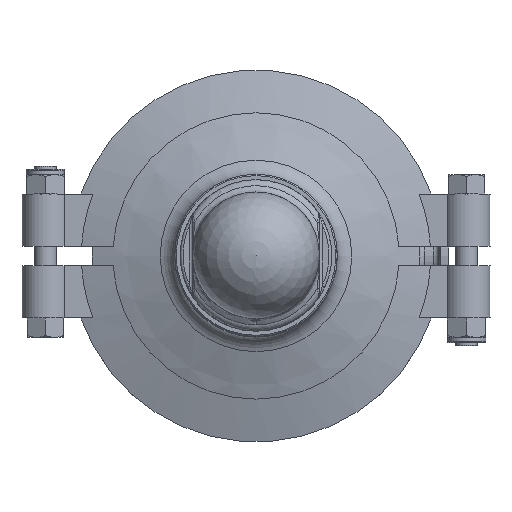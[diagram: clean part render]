
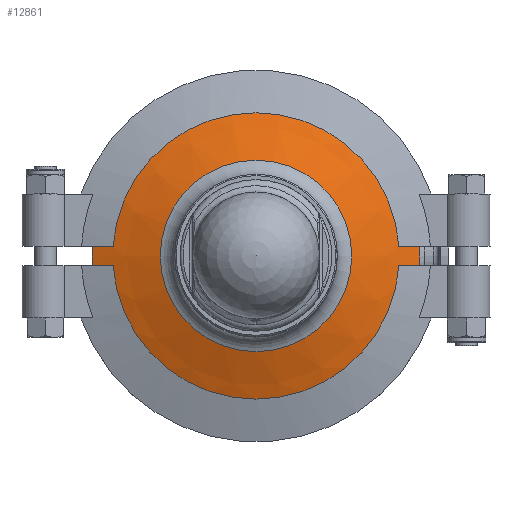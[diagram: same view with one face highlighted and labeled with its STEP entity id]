
A CAD part, top view. The second image highlights one B-rep face of the part: STEP entity #12861.
In plain terms, the highlighted conical face has half-angle 70 degrees and reference radius 29.75 mm.
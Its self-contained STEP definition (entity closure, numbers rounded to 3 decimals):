
#59=(
BOUNDED_CURVE()
B_SPLINE_CURVE(2,(#23930,#23931,#23932),.UNSPECIFIED.,.F.,.F.)
B_SPLINE_CURVE_WITH_KNOTS((3,3),(0.022,0.82),
 .UNSPECIFIED.)
CURVE()
GEOMETRIC_REPRESENTATION_ITEM()
RATIONAL_B_SPLINE_CURVE((1.,1.002,1.))
REPRESENTATION_ITEM('')
);
#67=(
BOUNDED_CURVE()
B_SPLINE_CURVE(2,(#24046,#24047,#24048),.UNSPECIFIED.,.F.,.F.)
B_SPLINE_CURVE_WITH_KNOTS((3,3),(0.,0.798),.UNSPECIFIED.)
CURVE()
GEOMETRIC_REPRESENTATION_ITEM()
RATIONAL_B_SPLINE_CURVE((1.,1.002,1.))
REPRESENTATION_ITEM('')
);
#68=(
BOUNDED_CURVE()
B_SPLINE_CURVE(2,(#24050,#24051,#24052),.UNSPECIFIED.,.F.,.F.)
B_SPLINE_CURVE_WITH_KNOTS((3,3),(0.,0.798),.UNSPECIFIED.)
CURVE()
GEOMETRIC_REPRESENTATION_ITEM()
RATIONAL_B_SPLINE_CURVE((1.,1.002,1.))
REPRESENTATION_ITEM('')
);
#69=(
BOUNDED_CURVE()
B_SPLINE_CURVE(2,(#24055,#24056,#24057),.UNSPECIFIED.,.F.,.F.)
B_SPLINE_CURVE_WITH_KNOTS((3,3),(0.022,0.82),
 .UNSPECIFIED.)
CURVE()
GEOMETRIC_REPRESENTATION_ITEM()
RATIONAL_B_SPLINE_CURVE((1.,1.002,1.))
REPRESENTATION_ITEM('')
);
#625=CONICAL_SURFACE('',#14040,29.75,1.222);
#1080=LINE('',#24045,#1717);
#1717=VECTOR('',#16581,29.75);
#2680=FACE_OUTER_BOUND('',#3499,.T.);
#3499=EDGE_LOOP('',(#9385,#9386,#9387,#9388,#9389,#9390,#9391,#9392,#9393,
#9394,#9395,#9396));
#4312=CIRCLE('',#13935,59.5);
#4326=CIRCLE('',#13958,34.764);
#4361=CIRCLE('',#14019,52.);
#4371=CIRCLE('',#14038,59.5);
#4372=CIRCLE('',#14039,59.5);
#4373=CIRCLE('',#14041,52.);
#5190=VERTEX_POINT('',#22850);
#5191=VERTEX_POINT('',#22852);
#5205=VERTEX_POINT('',#22933);
#5272=VERTEX_POINT('',#23929);
#5295=VERTEX_POINT('',#24002);
#5301=VERTEX_POINT('',#24037);
#5302=VERTEX_POINT('',#24039);
#5303=VERTEX_POINT('',#24041);
#5304=VERTEX_POINT('',#24049);
#5305=VERTEX_POINT('',#24053);
#6582=EDGE_CURVE('',#5191,#5190,#4312,.T.);
#6605=EDGE_CURVE('',#5205,#5205,#4326,.T.);
#6707=EDGE_CURVE('',#5272,#5191,#59,.T.);
#6733=EDGE_CURVE('',#5295,#5272,#4361,.T.);
#6751=EDGE_CURVE('',#5303,#5302,#4371,.T.);
#6752=EDGE_CURVE('',#5301,#5303,#4372,.T.);
#6753=EDGE_CURVE('',#5205,#5303,#1080,.T.);
#6754=EDGE_CURVE('',#5302,#5295,#67,.T.);
#6755=EDGE_CURVE('',#5190,#5304,#68,.T.);
#6756=EDGE_CURVE('',#5304,#5305,#4373,.T.);
#6757=EDGE_CURVE('',#5305,#5301,#69,.T.);
#9385=ORIENTED_EDGE('',*,*,#6605,.F.);
#9386=ORIENTED_EDGE('',*,*,#6753,.T.);
#9387=ORIENTED_EDGE('',*,*,#6751,.T.);
#9388=ORIENTED_EDGE('',*,*,#6754,.T.);
#9389=ORIENTED_EDGE('',*,*,#6733,.T.);
#9390=ORIENTED_EDGE('',*,*,#6707,.T.);
#9391=ORIENTED_EDGE('',*,*,#6582,.T.);
#9392=ORIENTED_EDGE('',*,*,#6755,.T.);
#9393=ORIENTED_EDGE('',*,*,#6756,.T.);
#9394=ORIENTED_EDGE('',*,*,#6757,.T.);
#9395=ORIENTED_EDGE('',*,*,#6752,.T.);
#9396=ORIENTED_EDGE('',*,*,#6753,.F.);
#12861=ADVANCED_FACE('',(#2680),#625,.T.);
#13935=AXIS2_PLACEMENT_3D('',#22853,#16312,#16313);
#13958=AXIS2_PLACEMENT_3D('',#22934,#16364,#16365);
#14019=AXIS2_PLACEMENT_3D('',#24003,#16531,#16532);
#14038=AXIS2_PLACEMENT_3D('',#24042,#16575,#16576);
#14039=AXIS2_PLACEMENT_3D('',#24043,#16577,#16578);
#14040=AXIS2_PLACEMENT_3D('',#24044,#16579,#16580);
#14041=AXIS2_PLACEMENT_3D('',#24054,#16582,#16583);
#16312=DIRECTION('center_axis',(0.,0.,
1.));
#16313=DIRECTION('ref_axis',(1.,0.,0.));
#16364=DIRECTION('center_axis',(0.,0.,
1.));
#16365=DIRECTION('ref_axis',(-1.,0.,0.));
#16531=DIRECTION('center_axis',(0.,0.,
1.));
#16532=DIRECTION('ref_axis',(-1.,0.,0.));
#16575=DIRECTION('center_axis',(0.,0.,
1.));
#16576=DIRECTION('ref_axis',(1.,0.,0.));
#16577=DIRECTION('center_axis',(0.,0.,
1.));
#16578=DIRECTION('ref_axis',(1.,0.,0.));
#16579=DIRECTION('center_axis',(0.,0.,
-1.));
#16580=DIRECTION('ref_axis',(1.,0.,0.));
#16581=DIRECTION('',(-0.94,0.,-0.342));
#16582=DIRECTION('center_axis',(0.,0.,
1.));
#16583=DIRECTION('ref_axis',(1.,0.,0.));
#22850=CARTESIAN_POINT('',(59.397,3.5,168.7));
#22852=CARTESIAN_POINT('',(59.397,-3.5,168.7));
#22853=CARTESIAN_POINT('Origin',(0.,0.,
168.7));
#22933=CARTESIAN_POINT('',(-34.764,0.,177.703));
#22934=CARTESIAN_POINT('Origin',(0.,0.,
177.703));
#23929=CARTESIAN_POINT('',(51.882,-3.5,171.43));
#23930=CARTESIAN_POINT('Ctrl Pts',(51.882,-3.5,171.43));
#23931=CARTESIAN_POINT('Ctrl Pts',(55.387,-3.5,170.157));
#23932=CARTESIAN_POINT('Ctrl Pts',(59.397,-3.5,168.7));
#24002=CARTESIAN_POINT('',(-51.882,-3.5,171.43));
#24003=CARTESIAN_POINT('Origin',(0.,0.,
171.43));
#24037=CARTESIAN_POINT('',(-59.397,3.5,168.7));
#24039=CARTESIAN_POINT('',(-59.397,-3.5,168.7));
#24041=CARTESIAN_POINT('',(-59.5,0.,168.7));
#24042=CARTESIAN_POINT('Origin',(0.,0.,
168.7));
#24043=CARTESIAN_POINT('Origin',(0.,0.,
168.7));
#24044=CARTESIAN_POINT('Origin',(0.,0.,
179.528));
#24045=CARTESIAN_POINT('',(-29.75,0.,179.528));
#24046=CARTESIAN_POINT('Ctrl Pts',(-59.397,-3.5,
168.7));
#24047=CARTESIAN_POINT('Ctrl Pts',(-55.387,-3.5,170.157));
#24048=CARTESIAN_POINT('Ctrl Pts',(-51.882,-3.5,
171.43));
#24049=CARTESIAN_POINT('',(51.882,3.5,171.43));
#24050=CARTESIAN_POINT('Ctrl Pts',(59.397,3.5,168.7));
#24051=CARTESIAN_POINT('Ctrl Pts',(55.387,3.5,170.157));
#24052=CARTESIAN_POINT('Ctrl Pts',(51.882,3.5,171.43));
#24053=CARTESIAN_POINT('',(-51.882,3.5,171.43));
#24054=CARTESIAN_POINT('Origin',(0.,0.,
171.43));
#24055=CARTESIAN_POINT('Ctrl Pts',(-51.882,3.5,171.43));
#24056=CARTESIAN_POINT('Ctrl Pts',(-55.387,3.5,170.157));
#24057=CARTESIAN_POINT('Ctrl Pts',(-59.397,3.5,168.7));
